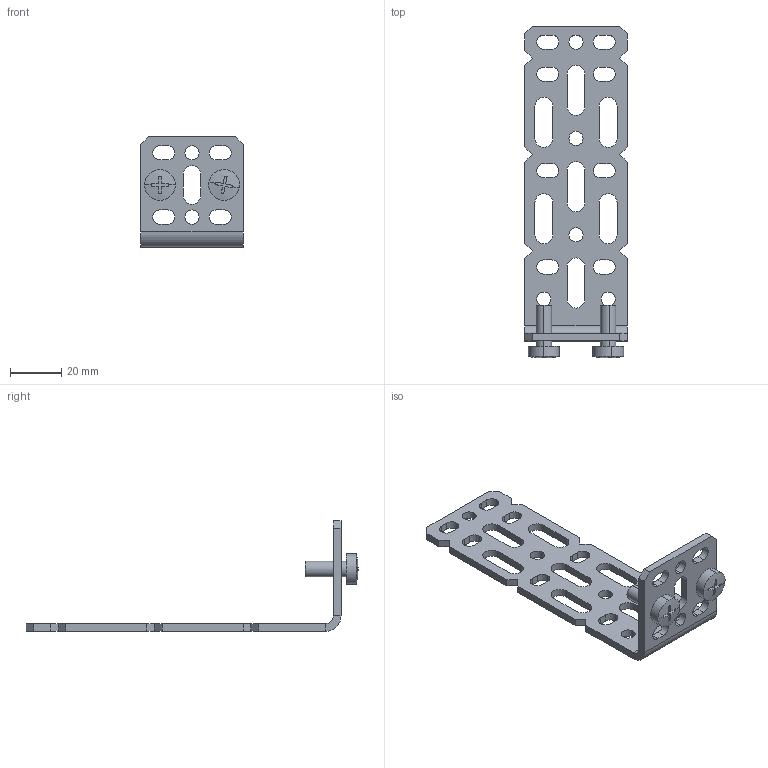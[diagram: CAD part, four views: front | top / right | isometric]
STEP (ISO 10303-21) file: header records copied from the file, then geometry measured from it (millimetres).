
FILE_DESCRIPTION (( 'STEP AP214' ), '1' );
FILE_NAME ('AUS2 Óãîëîê óíèâåðñàëüíûé.step', '2020-11-05T13:42:15', ( '' ), ( '' ), 'SwSTEP 2.0', 'SolidWorks 2019', '' );
FILE_SCHEMA (( 'AUTOMOTIVE_DESIGN' ));
Length unit declared in the file: millimetre
Products named in the file (3): AUS2 Óãîëîê óíèâåðñàëüíûé; AVT001.00.03.03 赶鎀鍧 鵯魤歑黟錪蕻嶱00; Âèíò ñàìîíàðåçàþùèé Ì6 DIN 7516À_6å16
Assembly tree (3 placements, depth 2):
  AUS2 Óãîëîê óíèâåðñàëüíûé
    AVT001.00.03.03 赶鎀鍧 鵯魤歑黟錪蕻嶱00
    Âèíò ñàìîíàðåçàþùèé Ì6 DIN 7516À_6å16  x2
Bounding box: 40 x 129.19 x 43 mm (x, y, z)
Volume: 15843.1 mm3; surface area: 14524.2 mm2
Topology: 3 solids, 3 shells, 185 faces, 523 edges, 346 vertices
Faces by surface type: plane 104, cylinder 77, sphere 4
Entity records: 5627 total; most frequent: DIRECTION 973, CARTESIAN_POINT 949, ORIENTED_EDGE 938, EDGE_CURVE 469, AXIS2_PLACEMENT_3D 334, VERTEX_POINT 310, LINE 305, VECTOR 305
